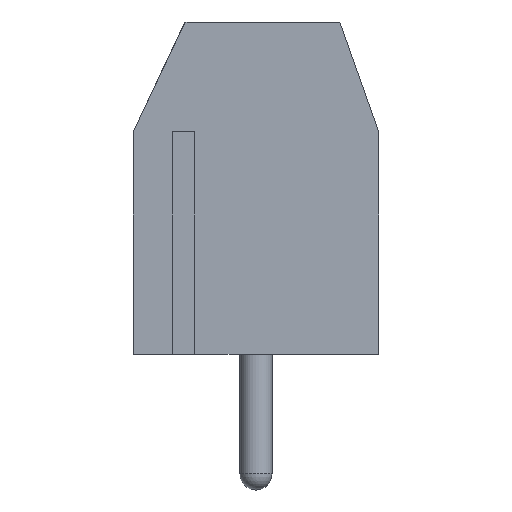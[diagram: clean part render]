
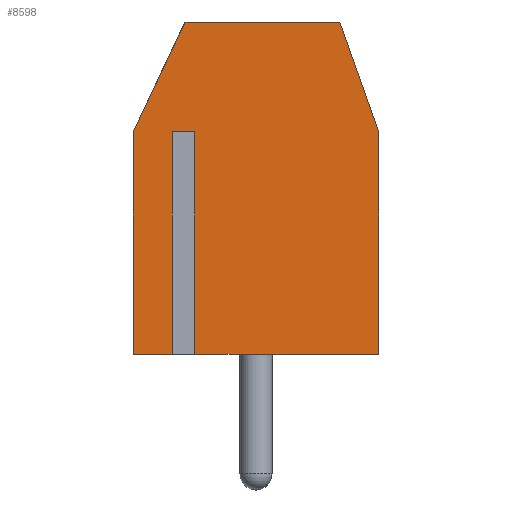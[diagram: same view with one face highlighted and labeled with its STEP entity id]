
A CAD part, left-side view. The second image highlights one B-rep face of the part: STEP entity #8598.
In plain terms, the highlighted planar face has unit normal (-1, 0, 0).
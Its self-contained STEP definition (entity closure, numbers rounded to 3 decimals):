
#478=FACE_OUTER_BOUND('',#965,.T.);
#965=EDGE_LOOP('',(#5705,#5706,#5707,#5708,#5709,#5710,#5711,#5712,#5713,
#5714));
#1481=LINE('',#12323,#2497);
#1487=LINE('',#12338,#2503);
#1497=LINE('',#12361,#2513);
#1498=LINE('',#12367,#2514);
#1499=LINE('',#12369,#2515);
#1500=LINE('',#12371,#2516);
#1501=LINE('',#12373,#2517);
#1502=LINE('',#12375,#2518);
#1503=LINE('',#12377,#2519);
#1504=LINE('',#12378,#2520);
#2497=VECTOR('',#9876,10.);
#2503=VECTOR('',#9888,10.);
#2513=VECTOR('',#9906,10.);
#2514=VECTOR('',#9913,10.);
#2515=VECTOR('',#9914,10.);
#2516=VECTOR('',#9915,10.);
#2517=VECTOR('',#9916,10.);
#2518=VECTOR('',#9917,10.);
#2519=VECTOR('',#9918,10.);
#2520=VECTOR('',#9919,10.);
#3515=VERTEX_POINT('',#12320);
#3516=VERTEX_POINT('',#12322);
#3522=VERTEX_POINT('',#12336);
#3531=VERTEX_POINT('',#12359);
#3533=VERTEX_POINT('',#12366);
#3534=VERTEX_POINT('',#12368);
#3535=VERTEX_POINT('',#12370);
#3536=VERTEX_POINT('',#12372);
#3537=VERTEX_POINT('',#12374);
#3538=VERTEX_POINT('',#12376);
#4377=EDGE_CURVE('',#3515,#3516,#1481,.T.);
#4385=EDGE_CURVE('',#3522,#3515,#1487,.T.);
#4397=EDGE_CURVE('',#3531,#3522,#1497,.T.);
#4400=EDGE_CURVE('',#3533,#3531,#1498,.T.);
#4401=EDGE_CURVE('',#3534,#3533,#1499,.T.);
#4402=EDGE_CURVE('',#3534,#3535,#1500,.T.);
#4403=EDGE_CURVE('',#3536,#3535,#1501,.T.);
#4404=EDGE_CURVE('',#3537,#3536,#1502,.T.);
#4405=EDGE_CURVE('',#3538,#3537,#1503,.T.);
#4406=EDGE_CURVE('',#3538,#3516,#1504,.T.);
#5705=ORIENTED_EDGE('',*,*,#4377,.F.);
#5706=ORIENTED_EDGE('',*,*,#4385,.F.);
#5707=ORIENTED_EDGE('',*,*,#4397,.F.);
#5708=ORIENTED_EDGE('',*,*,#4400,.F.);
#5709=ORIENTED_EDGE('',*,*,#4401,.F.);
#5710=ORIENTED_EDGE('',*,*,#4402,.T.);
#5711=ORIENTED_EDGE('',*,*,#4403,.F.);
#5712=ORIENTED_EDGE('',*,*,#4404,.F.);
#5713=ORIENTED_EDGE('',*,*,#4405,.F.);
#5714=ORIENTED_EDGE('',*,*,#4406,.T.);
#8206=PLANE('',#9137);
#8598=ADVANCED_FACE('',(#478),#8206,.T.);
#9137=AXIS2_PLACEMENT_3D('',#12365,#9911,#9912);
#9876=DIRECTION('',(0.,-0.333,-0.943));
#9888=DIRECTION('',(0.,-1.,0.));
#9906=DIRECTION('',(0.,-0.426,0.905));
#9911=DIRECTION('center_axis',(-1.,0.,0.));
#9912=DIRECTION('ref_axis',(0.,-1.,0.));
#9913=DIRECTION('',(0.,0.,1.));
#9914=DIRECTION('',(0.,1.,0.));
#9915=DIRECTION('',(0.,0.,1.));
#9916=DIRECTION('',(0.,1.,0.));
#9917=DIRECTION('',(0.,0.,1.));
#9918=DIRECTION('',(0.,1.,0.));
#9919=DIRECTION('',(0.,0.,1.));
#12320=CARTESIAN_POINT('',(0.,-6.4,10.3));
#12322=CARTESIAN_POINT('',(0.,-7.6,6.9));
#12323=CARTESIAN_POINT('',(0.,-7.962,5.875));
#12336=CARTESIAN_POINT('',(0.,-1.6,10.3));
#12338=CARTESIAN_POINT('',(0.,-7.6,10.3));
#12359=CARTESIAN_POINT('',(0.,0.,6.9));
#12361=CARTESIAN_POINT('',(0.,0.929,4.925));
#12365=CARTESIAN_POINT('Origin',(0.,0.,0.));
#12366=CARTESIAN_POINT('',(0.,0.,0.));
#12367=CARTESIAN_POINT('',(0.,0.,0.));
#12368=CARTESIAN_POINT('',(0.,-1.35,0.));
#12369=CARTESIAN_POINT('',(0.,-7.6,0.));
#12370=CARTESIAN_POINT('',(0.,-1.35,6.9));
#12371=CARTESIAN_POINT('',(0.,-1.35,0.));
#12372=CARTESIAN_POINT('',(0.,-1.75,6.9));
#12373=CARTESIAN_POINT('',(0.,-1.9,6.9));
#12374=CARTESIAN_POINT('',(0.,-1.75,0.));
#12375=CARTESIAN_POINT('',(0.,-1.75,0.));
#12376=CARTESIAN_POINT('',(0.,-7.6,0.));
#12377=CARTESIAN_POINT('',(0.,-7.6,0.));
#12378=CARTESIAN_POINT('',(0.,-7.6,0.));
